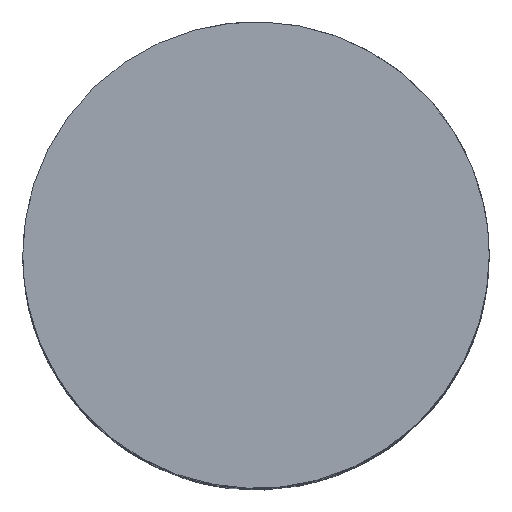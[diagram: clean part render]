
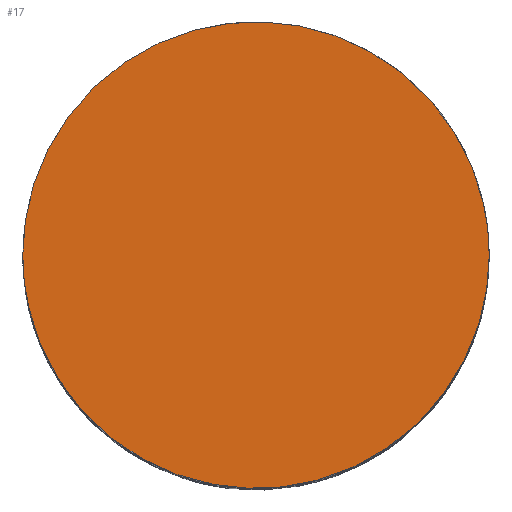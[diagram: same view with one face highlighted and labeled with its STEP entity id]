
A CAD part, top view. The second image highlights one B-rep face of the part: STEP entity #17.
In plain terms, the highlighted planar face has unit normal (0, 0, 1).
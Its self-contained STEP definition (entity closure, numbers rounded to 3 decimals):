
#17=ADVANCED_FACE($,(#23),#91,.T.);
#23=FACE_OUTER_BOUND($,#29,.T.);
#29=EDGE_LOOP($,(#35,#36));
#35=ORIENTED_EDGE($,*,*,#73,.F.);
#36=ORIENTED_EDGE($,*,*,#63,.F.);
#63=EDGE_CURVE($,#77,#83,#99,.T.);
#73=EDGE_CURVE($,#83,#77,#104,.T.);
#77=VERTEX_POINT($,#370);
#83=VERTEX_POINT($,#376);
#91=PLANE($,#196);
#99=(
BOUNDED_CURVE()
B_SPLINE_CURVE(2,(#209,#210,#211,#212,#213),.UNSPECIFIED.,.F.,.F.)
B_SPLINE_CURVE_WITH_KNOTS((3,2,3),(0.,157.08,314.159),
.UNSPECIFIED.)
CURVE()
GEOMETRIC_REPRESENTATION_ITEM()
RATIONAL_B_SPLINE_CURVE((1.,0.707,1.,0.707,1.))
REPRESENTATION_ITEM($)
);
#104=(
BOUNDED_CURVE()
B_SPLINE_CURVE(2,(#287,#288,#289,#290,#291),.UNSPECIFIED.,.F.,.F.)
B_SPLINE_CURVE_WITH_KNOTS((3,2,3),(314.159,471.239,628.319),
.UNSPECIFIED.)
CURVE()
GEOMETRIC_REPRESENTATION_ITEM()
RATIONAL_B_SPLINE_CURVE((1.,0.707,1.,0.707,1.))
REPRESENTATION_ITEM($)
);
#196=AXIS2_PLACEMENT_3D($,#320,#202,$);
#202=DIRECTION($,(0.,0.,1.));
#209=CARTESIAN_POINT($,(100.,0.,441.));
#210=CARTESIAN_POINT($,(100.,-100.,441.));
#211=CARTESIAN_POINT($,(0.,-100.,441.));
#212=CARTESIAN_POINT($,(-100.,-100.,441.));
#213=CARTESIAN_POINT($,(-100.,0.,441.));
#287=CARTESIAN_POINT($,(-100.,0.,441.));
#288=CARTESIAN_POINT($,(-100.,100.,441.));
#289=CARTESIAN_POINT($,(0.,100.,441.));
#290=CARTESIAN_POINT($,(100.,100.,441.));
#291=CARTESIAN_POINT($,(100.,0.,441.));
#320=CARTESIAN_POINT($,(-100.,-100.,441.));
#370=CARTESIAN_POINT($,(100.,0.,441.));
#376=CARTESIAN_POINT($,(-100.,0.,441.));
